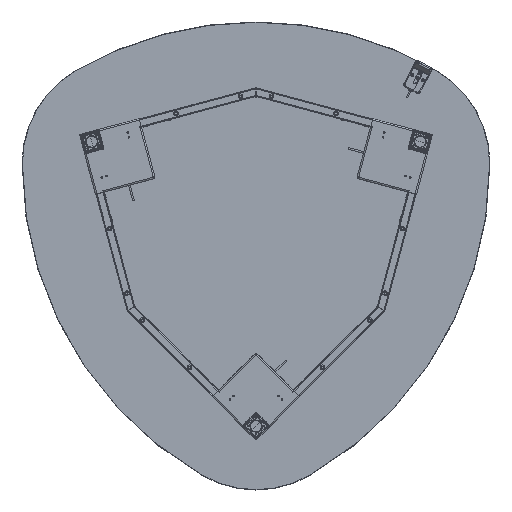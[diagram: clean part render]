
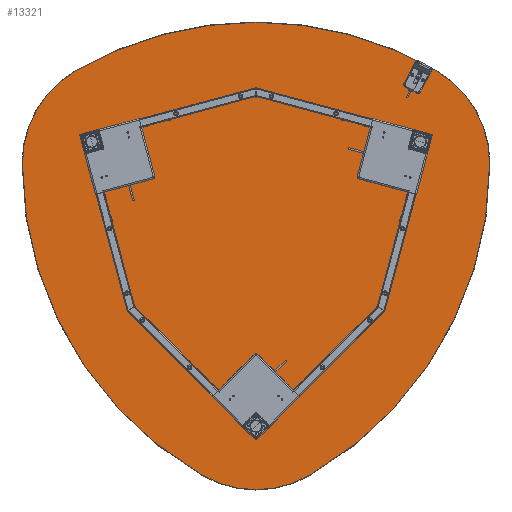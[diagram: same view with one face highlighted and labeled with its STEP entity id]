
A CAD part, front view. The second image highlights one B-rep face of the part: STEP entity #13321.
In plain terms, the highlighted planar face has unit normal (0, -1, 0).
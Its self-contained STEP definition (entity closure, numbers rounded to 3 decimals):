
#135 = EDGE_CURVE ( 'NONE', #23307, #19977, #13759, .T. ) ;
#162 = DIRECTION ( 'NONE',  ( 0., -1., 0. ) ) ;
#1472 = DIRECTION ( 'NONE',  ( 0., 0., 1. ) ) ;
#1642 = DIRECTION ( 'NONE',  ( 0., -1., 0. ) ) ;
#2348 = AXIS2_PLACEMENT_3D ( 'NONE', #32707, #1642, #30168 ) ;
#2552 = CARTESIAN_POINT ( 'NONE',  ( -378.412, 707.9, 218.476 ) ) ;
#3024 = DIRECTION ( 'NONE',  ( 0., -1., 0. ) ) ;
#3743 = VERTEX_POINT ( 'NONE', #17813 ) ;
#4599 = CIRCLE ( 'NONE', #23499, 1074.538 ) ;
#5164 = VERTEX_POINT ( 'NONE', #25896 ) ;
#5402 = CARTESIAN_POINT ( 'NONE',  ( 0., 707.9, -433.871 ) ) ;
#6331 = DIRECTION ( 'NONE',  ( 0., -1., 0. ) ) ;
#6742 = DIRECTION ( 'NONE',  ( 0., 0., 1. ) ) ;
#7454 = DIRECTION ( 'NONE',  ( 0., -1., 0. ) ) ;
#7530 = EDGE_CURVE ( 'NONE', #16484, #5164, #31990, .T. ) ;
#7971 = DIRECTION ( 'NONE',  ( 0., 0., 1. ) ) ;
#8954 = DIRECTION ( 'NONE',  ( 0., 1., 0. ) ) ;
#9534 = ORIENTED_EDGE ( 'NONE', *, *, #135, .T. ) ;
#10517 = DIRECTION ( 'NONE',  ( 0., 0., 1. ) ) ;
#10770 = CARTESIAN_POINT ( 'NONE',  ( -159.624, 707.9, -714.737 ) ) ;
#11725 = DIRECTION ( 'NONE',  ( 0., 0., 1. ) ) ;
#13321 = ADVANCED_FACE ( 'NONE', ( #21802 ), #17064, .F. ) ;
#13682 = CIRCLE ( 'NONE', #32513, 320.381 ) ;
#13759 = CIRCLE ( 'NONE', #32592, 320.381 ) ;
#14305 = CIRCLE ( 'NONE', #30425, 1074.538 ) ;
#14357 = CARTESIAN_POINT ( 'NONE',  ( 0., 707.9, -436.952 ) ) ;
#15955 = DIRECTION ( 'NONE',  ( 0., -1., 0. ) ) ;
#16484 = VERTEX_POINT ( 'NONE', #33141 ) ;
#16856 = CARTESIAN_POINT ( 'NONE',  ( -698.792, 707.9, 219.13 ) ) ;
#16898 = CARTESIAN_POINT ( 'NONE',  ( -187.872, 707.9, -110.008 ) ) ;
#17064 = PLANE ( 'NONE',  #32781 ) ;
#17813 = CARTESIAN_POINT ( 'NONE',  ( 0., 707.9, 640.667 ) ) ;
#17882 = ORIENTED_EDGE ( 'NONE', *, *, #7530, .T. ) ;
#17906 = CIRCLE ( 'NONE', #23306, 1074.538 ) ;
#19977 = VERTEX_POINT ( 'NONE', #16856 ) ;
#21147 = CARTESIAN_POINT ( 'NONE',  ( 375.744, 707.9, 216.936 ) ) ;
#21177 = DIRECTION ( 'NONE',  ( 0., 0., 1. ) ) ;
#21299 = VERTEX_POINT ( 'NONE', #24301 ) ;
#21802 = FACE_OUTER_BOUND ( 'NONE', #26930, .T. ) ;
#23306 = AXIS2_PLACEMENT_3D ( 'NONE', #5402, #162, #10517 ) ;
#23307 = VERTEX_POINT ( 'NONE', #27886 ) ;
#23402 = CIRCLE ( 'NONE', #28220, 1074.538 ) ;
#23499 = AXIS2_PLACEMENT_3D ( 'NONE', #31952, #6331, #11725 ) ;
#24301 = CARTESIAN_POINT ( 'NONE',  ( 159.624, 707.9, -714.737 ) ) ;
#24946 = EDGE_CURVE ( 'NONE', #19977, #30312, #23402, .T. ) ;
#25881 = ORIENTED_EDGE ( 'NONE', *, *, #24946, .T. ) ;
#25896 = CARTESIAN_POINT ( 'NONE',  ( 539.169, 707.9, 495.607 ) ) ;
#26930 = EDGE_LOOP ( 'NONE', ( #32058, #30405, #9534, #25881, #27098, #29590, #17882 ) ) ;
#27098 = ORIENTED_EDGE ( 'NONE', *, *, #32088, .T. ) ;
#27886 = CARTESIAN_POINT ( 'NONE',  ( -539.169, 707.9, 495.607 ) ) ;
#28220 = AXIS2_PLACEMENT_3D ( 'NONE', #21147, #3024, #7971 ) ;
#28241 = EDGE_CURVE ( 'NONE', #5164, #3743, #17906, .T. ) ;
#28357 = DIRECTION ( 'NONE',  ( 0., 0., 1. ) ) ;
#29590 = ORIENTED_EDGE ( 'NONE', *, *, #30803, .T. ) ;
#30161 = DIRECTION ( 'NONE',  ( 0., -1., 0. ) ) ;
#30168 = DIRECTION ( 'NONE',  ( 0., 0., 1. ) ) ;
#30312 = VERTEX_POINT ( 'NONE', #10770 ) ;
#30405 = ORIENTED_EDGE ( 'NONE', *, *, #32616, .T. ) ;
#30425 = AXIS2_PLACEMENT_3D ( 'NONE', #33233, #7454, #28357 ) ;
#30803 = EDGE_CURVE ( 'NONE', #21299, #16484, #4599, .T. ) ;
#31952 = CARTESIAN_POINT ( 'NONE',  ( -375.744, 707.9, 216.936 ) ) ;
#31990 = CIRCLE ( 'NONE', #2348, 320.381 ) ;
#32058 = ORIENTED_EDGE ( 'NONE', *, *, #28241, .T. ) ;
#32088 = EDGE_CURVE ( 'NONE', #30312, #21299, #13682, .T. ) ;
#32513 = AXIS2_PLACEMENT_3D ( 'NONE', #14357, #30161, #1472 ) ;
#32592 = AXIS2_PLACEMENT_3D ( 'NONE', #2552, #15955, #21177 ) ;
#32616 = EDGE_CURVE ( 'NONE', #3743, #23307, #14305, .T. ) ;
#32707 = CARTESIAN_POINT ( 'NONE',  ( 378.412, 707.9, 218.476 ) ) ;
#32781 = AXIS2_PLACEMENT_3D ( 'NONE', #16898, #8954, #6742 ) ;
#33141 = CARTESIAN_POINT ( 'NONE',  ( 698.792, 707.9, 219.13 ) ) ;
#33233 = CARTESIAN_POINT ( 'NONE',  ( 0., 707.9, -433.871 ) ) ;
